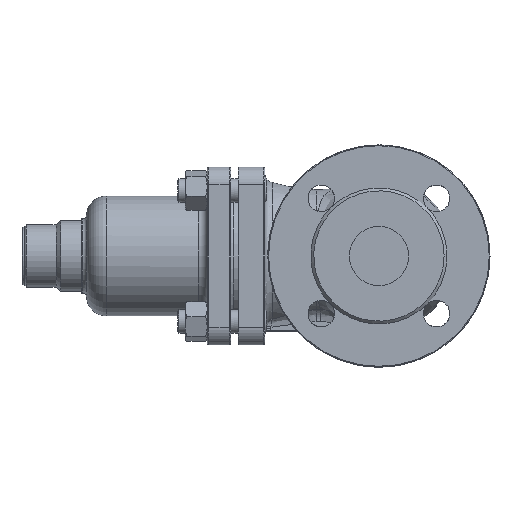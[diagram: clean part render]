
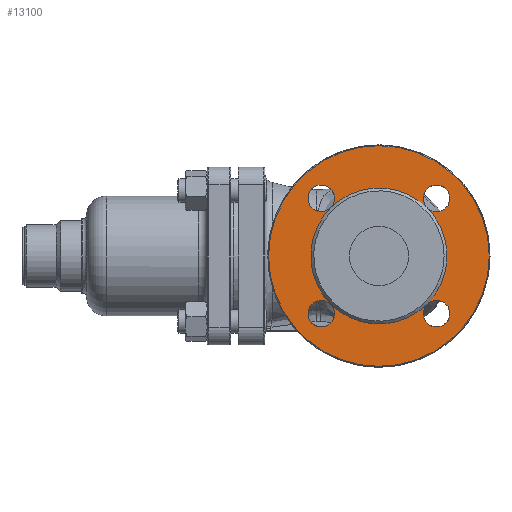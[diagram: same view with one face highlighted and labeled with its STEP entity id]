
A CAD part, left-side view. The second image highlights one B-rep face of the part: STEP entity #13100.
In plain terms, the highlighted planar face has unit normal (-1, 0, 0).
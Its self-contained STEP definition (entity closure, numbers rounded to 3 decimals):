
#1453 = DIRECTION ( 'NONE',  ( -1., 0., 0. ) ) ;
#1587 = AXIS2_PLACEMENT_3D ( 'NONE', #35810, #29166, #27201 ) ;
#2116 = CIRCLE ( 'NONE', #21461, 46. ) ;
#2376 = CIRCLE ( 'NONE', #13380, 74.5 ) ;
#2634 = AXIS2_PLACEMENT_3D ( 'NONE', #18263, #1453, #41834 ) ;
#3278 = CIRCLE ( 'NONE', #42582, 46. ) ;
#3639 = CIRCLE ( 'NONE', #1587, 9. ) ;
#3984 = EDGE_CURVE ( 'NONE', #15683, #15683, #2376, .T. ) ;
#4192 = VERTEX_POINT ( 'NONE', #13420 ) ;
#4216 = DIRECTION ( 'NONE',  ( 0., 0., -1. ) ) ;
#4781 = DIRECTION ( 'NONE',  ( 0., -1., 0. ) ) ;
#5165 = ORIENTED_EDGE ( 'NONE', *, *, #40754, .F. ) ;
#8034 = DIRECTION ( 'NONE',  ( 0., -1., 0. ) ) ;
#8096 = DIRECTION ( 'NONE',  ( -1., 0., 0. ) ) ;
#8237 = EDGE_CURVE ( 'NONE', #42314, #42314, #37137, .T. ) ;
#8726 = CIRCLE ( 'NONE', #21150, 9. ) ;
#8772 = DIRECTION ( 'NONE',  ( -1., 0., 0. ) ) ;
#10287 = CARTESIAN_POINT ( 'NONE',  ( -98., -32.527, 32.527 ) ) ;
#10690 = CARTESIAN_POINT ( 'NONE',  ( -98., 38.891, 38.891 ) ) ;
#10916 = VERTEX_POINT ( 'NONE', #31084 ) ;
#11555 = DIRECTION ( 'NONE',  ( -1., 0., 0. ) ) ;
#11585 = EDGE_LOOP ( 'NONE', ( #12968 ) ) ;
#12493 = EDGE_CURVE ( 'NONE', #27490, #42314, #2116, .T. ) ;
#12791 = DIRECTION ( 'NONE',  ( -1., 0., 0. ) ) ;
#12968 = ORIENTED_EDGE ( 'NONE', *, *, #3984, .T. ) ;
#12999 = CARTESIAN_POINT ( 'NONE',  ( -98., -38.891, 38.891 ) ) ;
#13100 = ADVANCED_FACE ( 'NONE', ( #19666, #26623 ), #19443, .T. ) ;
#13380 = AXIS2_PLACEMENT_3D ( 'NONE', #28671, #8772, #31711 ) ;
#13420 = CARTESIAN_POINT ( 'NONE',  ( -98., 32.527, -32.527 ) ) ;
#13425 = ORIENTED_EDGE ( 'NONE', *, *, #14071, .F. ) ;
#13698 = CIRCLE ( 'NONE', #19228, 46. ) ;
#14071 = EDGE_CURVE ( 'NONE', #10916, #10916, #8726, .T. ) ;
#14203 = EDGE_CURVE ( 'NONE', #27490, #27490, #15638, .T. ) ;
#15638 = CIRCLE ( 'NONE', #20465, 9. ) ;
#15683 = VERTEX_POINT ( 'NONE', #21969 ) ;
#16401 = CARTESIAN_POINT ( 'NONE',  ( -98., 0., 0. ) ) ;
#18162 = CARTESIAN_POINT ( 'NONE',  ( -98., 0., 0. ) ) ;
#18263 = CARTESIAN_POINT ( 'NONE',  ( -98., 0., 0. ) ) ;
#18509 = AXIS2_PLACEMENT_3D ( 'NONE', #12999, #12791, #32923 ) ;
#19228 = AXIS2_PLACEMENT_3D ( 'NONE', #32320, #38769, #42229 ) ;
#19443 = PLANE ( 'NONE',  #21284 ) ;
#19666 = FACE_OUTER_BOUND ( 'NONE', #11585, .T. ) ;
#20465 = AXIS2_PLACEMENT_3D ( 'NONE', #24554, #8096, #24116 ) ;
#21150 = AXIS2_PLACEMENT_3D ( 'NONE', #10690, #23905, #4216 ) ;
#21163 = DIRECTION ( 'NONE',  ( -1., 0., 0. ) ) ;
#21284 = AXIS2_PLACEMENT_3D ( 'NONE', #16401, #21163, #4781 ) ;
#21461 = AXIS2_PLACEMENT_3D ( 'NONE', #18162, #30538, #8034 ) ;
#21969 = CARTESIAN_POINT ( 'NONE',  ( -98., -74.5, 0. ) ) ;
#23905 = DIRECTION ( 'NONE',  ( -1., 0., 0. ) ) ;
#24116 = DIRECTION ( 'NONE',  ( 0., 0., 1. ) ) ;
#24554 = CARTESIAN_POINT ( 'NONE',  ( -98., -38.891, -38.891 ) ) ;
#26623 = FACE_BOUND ( 'NONE', #33540, .T. ) ;
#26840 = CIRCLE ( 'NONE', #2634, 46. ) ;
#27201 = DIRECTION ( 'NONE',  ( 0., -1., 0. ) ) ;
#27490 = VERTEX_POINT ( 'NONE', #39781 ) ;
#28671 = CARTESIAN_POINT ( 'NONE',  ( -98., 0., 0. ) ) ;
#29166 = DIRECTION ( 'NONE',  ( -1., 0., 0. ) ) ;
#29920 = ORIENTED_EDGE ( 'NONE', *, *, #8237, .F. ) ;
#30538 = DIRECTION ( 'NONE',  ( -1., 0., 0. ) ) ;
#30689 = EDGE_CURVE ( 'NONE', #4192, #27490, #3278, .T. ) ;
#31084 = CARTESIAN_POINT ( 'NONE',  ( -98., 32.527, 32.527 ) ) ;
#31711 = DIRECTION ( 'NONE',  ( 0., -1., 0. ) ) ;
#32320 = CARTESIAN_POINT ( 'NONE',  ( -98., 0., 0. ) ) ;
#32884 = ORIENTED_EDGE ( 'NONE', *, *, #30689, .F. ) ;
#32923 = DIRECTION ( 'NONE',  ( 0., 1., 0. ) ) ;
#32927 = ORIENTED_EDGE ( 'NONE', *, *, #36242, .F. ) ;
#33540 = EDGE_LOOP ( 'NONE', ( #32927, #13425, #35707, #29920, #38597, #35244, #32884, #5165 ) ) ;
#34869 = DIRECTION ( 'NONE',  ( 0., -1., 0. ) ) ;
#35244 = ORIENTED_EDGE ( 'NONE', *, *, #14203, .F. ) ;
#35415 = EDGE_CURVE ( 'NONE', #42314, #10916, #26840, .T. ) ;
#35707 = ORIENTED_EDGE ( 'NONE', *, *, #35415, .F. ) ;
#35810 = CARTESIAN_POINT ( 'NONE',  ( -98., 38.891, -38.891 ) ) ;
#36242 = EDGE_CURVE ( 'NONE', #10916, #4192, #13698, .T. ) ;
#37137 = CIRCLE ( 'NONE', #18509, 9. ) ;
#38597 = ORIENTED_EDGE ( 'NONE', *, *, #12493, .F. ) ;
#38769 = DIRECTION ( 'NONE',  ( -1., 0., 0. ) ) ;
#39781 = CARTESIAN_POINT ( 'NONE',  ( -98., -32.527, -32.527 ) ) ;
#40754 = EDGE_CURVE ( 'NONE', #4192, #4192, #3639, .T. ) ;
#41399 = CARTESIAN_POINT ( 'NONE',  ( -98., 0., 0. ) ) ;
#41834 = DIRECTION ( 'NONE',  ( 0., -1., 0. ) ) ;
#42229 = DIRECTION ( 'NONE',  ( 0., -1., 0. ) ) ;
#42314 = VERTEX_POINT ( 'NONE', #10287 ) ;
#42582 = AXIS2_PLACEMENT_3D ( 'NONE', #41399, #11555, #34869 ) ;
